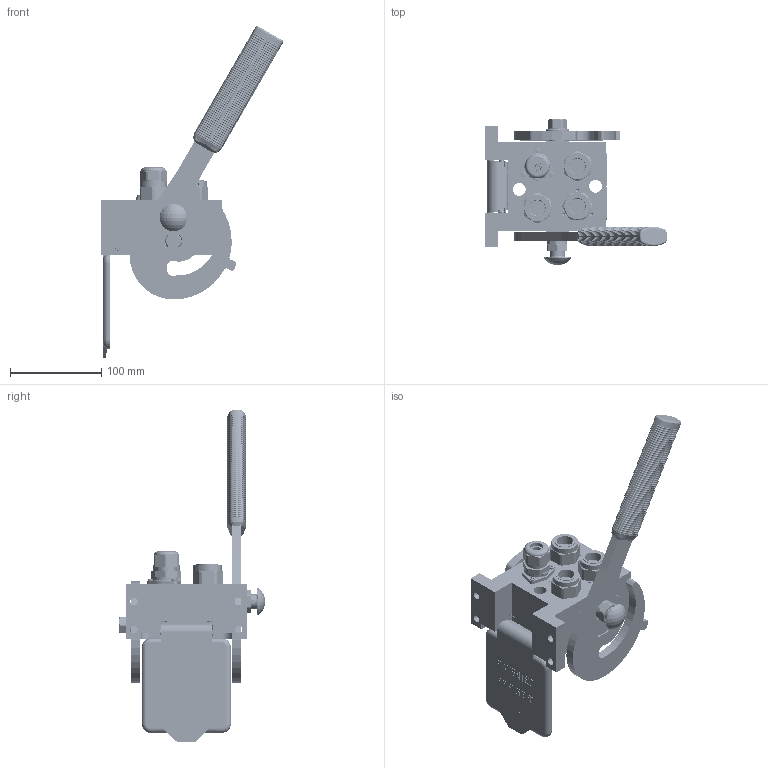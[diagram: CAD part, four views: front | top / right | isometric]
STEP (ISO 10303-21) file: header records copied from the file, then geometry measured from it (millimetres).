
FILE_DESCRIPTION (( 'STEP AP214' ), '1' );
FILE_NAME ('FASTER.step', '2025-10-30T14:58:00', ( '' ), ( '' ), 'SwSTEP 2.0', 'SolidWorks 2017', '' );
FILE_SCHEMA (( 'AUTOMOTIVE_DESIGN' ));
Length unit declared in the file: millimetre
Products named in the file (42): 4830_020_0000_024; sv002011_m2; FASTER; or2_62x17_86; corspel08-7_f; 2ffnb12_gas_f; 4830_070_0000_001; et012; conn_7p_f; 4830_001_0005_300; 4870_025_1001_001; 4830_044_0000_000; 4850_024_6001_021; 4850_007_0000_000; 4830_025_1000_000; 4870_024_1001_001; Copia di 4850_007_0003_000.prt^corspel08-7_f; 4830_025_2000_000; 4830_025_0000_001; 4830_001_0005_301; 4241_072_0000_200; 4810_001_0001_014; Copia di inspel08-7_f.asm^corspel08-7_f; 4870_023_1001_000; 4820_001_0004_000; P508_F_A_BASE; 1540_080_0012_000; 0048_042_0412_000; Copia di 4850_032_0000_000.prt^Copia di inspel08-7_f.asm_corspel08-7_f; 4340_014_0000_000; or1_5x7_m; Copia di inspel08-7_f.prt^Copia di inspel08-7_f.asm_corspel08-7_f; 4830_022_0000_011; Copia di 4850_007_0001_000.prt^corspel08-7_f; 4870_025_1001_001_ASM; P508FA; A_2ffnb12_gas_f; Copia di 4830_042_0000_000.prt^corspel08-7_f; 4142_072_1000_300; sicura_p5 ...
Assembly tree (52 placements, depth 5):
  FASTER
    P508_F_A_BASE
      P508FA
        4830_020_0000_024
        4820_001_0004_000
        4810_001_0001_014
        4830_001_0005_300
        4830_001_0005_301
    conn_7p_f
      corspel08-7_f
        Copia di 4850_007_0001_000.prt^corspel08-7_f
        Copia di inspel08-7_f.asm^corspel08-7_f
          Copia di inspel08-7_f.prt^Copia di inspel08-7_f.asm_corspel08-7_f
          Copia di 4850_032_0000_000.prt^Copia di inspel08-7_f.asm_corspel08-7_f  x7
        Copia di 4850_007_0003_000.prt^corspel08-7_f
        Copia di 4830_042_0000_000.prt^corspel08-7_f
      4830_044_0000_000  x3
      4850_007_0000_000
      4241_072_0000_200
    A_2ffnb12_gas_f  x3
      curs_molla_12
        4340_014_0000_000
        4142_072_1000_300
      2ffnb12_gas_f
        2ffnb12_gas_f
    4870_025_1001_001
      4870_025_1001_001_ASM
        4870_024_1001_001
        4850_024_6001_021
        sv002011_m2
      sicura_p5
        4830_025_0000_001
        or1_5x7_m
        0048_042_0412_000
      4830_025_2000_000
      4830_025_1000_000
      4830_022_0000_011
      4830_070_0000_001
      4870_023_1001_000
      1540_080_0012_000
      or2_62x17_86  x2
    et012
Bounding box: 200.35 x 160.98 x 364.81 mm (x, y, z)
Volume: 230846.4 mm3; surface area: 328466.5 mm2
Topology: 33 solids, 77 shells, 6184 faces, 15376 edges, 9478 vertices
Faces by surface type: plane 2762, cylinder 1660, torus 1012, cone 419, bspline 270, sphere 61
Entity records: 195655 total; most frequent: CARTESIAN_POINT 65696, ORIENTED_EDGE 26117, DIRECTION 25324, EDGE_CURVE 13157, AXIS2_PLACEMENT_3D 8874, VERTEX_POINT 8094, LINE 7576, VECTOR 7576
